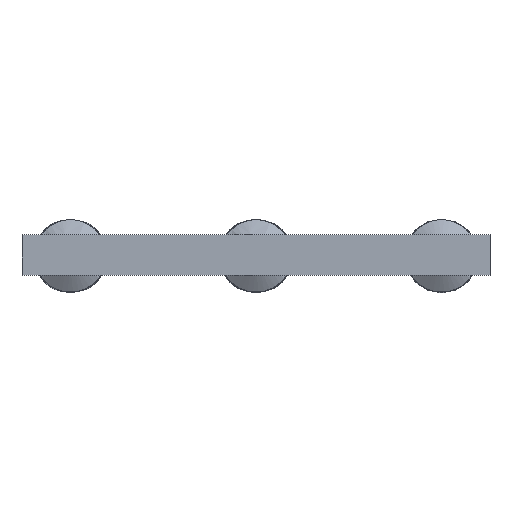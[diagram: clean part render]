
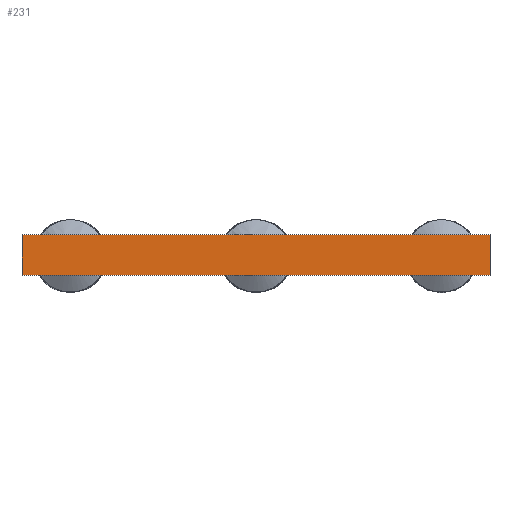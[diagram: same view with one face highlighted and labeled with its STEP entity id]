
A CAD part, top view. The second image highlights one B-rep face of the part: STEP entity #231.
In plain terms, the highlighted planar face has unit normal (0, 0, 1).
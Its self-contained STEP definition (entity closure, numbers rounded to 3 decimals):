
#231=ADVANCED_FACE('',(#330),#1460,.T.);
#330=FACE_OUTER_BOUND('',#429,.T.);
#429=EDGE_LOOP('',(#774,#775,#776,#777));
#774=ORIENTED_EDGE('',*,*,#1008,.T.);
#775=ORIENTED_EDGE('',*,*,#1009,.T.);
#776=ORIENTED_EDGE('',*,*,#1010,.F.);
#777=ORIENTED_EDGE('',*,*,#1005,.F.);
#1005=EDGE_CURVE('',#1437,#1438,#1591,.T.);
#1008=EDGE_CURVE('',#1437,#1440,#1594,.T.);
#1009=EDGE_CURVE('',#1440,#1441,#1595,.T.);
#1010=EDGE_CURVE('',#1438,#1441,#1596,.T.);
#1437=VERTEX_POINT('',#7116);
#1438=VERTEX_POINT('',#7117);
#1440=VERTEX_POINT('',#7119);
#1441=VERTEX_POINT('',#7120);
#1460=PLANE('',#1724);
#1591=B_SPLINE_CURVE_WITH_KNOTS('',1,(#7125,#7126),.UNSPECIFIED.,.F.,.F.,
(2,2),(0.,60.),.UNSPECIFIED.);
#1594=B_SPLINE_CURVE_WITH_KNOTS('',1,(#7131,#7132),.UNSPECIFIED.,.F.,.F.,
(2,2),(-1425.,-725.),.UNSPECIFIED.);
#1595=B_SPLINE_CURVE_WITH_KNOTS('',1,(#7133,#7134),.UNSPECIFIED.,.F.,.F.,
(2,2),(0.,60.),.UNSPECIFIED.);
#1596=B_SPLINE_CURVE_WITH_KNOTS('',1,(#7135,#7136),.UNSPECIFIED.,.F.,.F.,
(2,2),(-1425.,-725.),.UNSPECIFIED.);
#1724=AXIS2_PLACEMENT_3D('',#7110,#1768,$);
#1768=DIRECTION('',(0.,0.,1.));
#7110=CARTESIAN_POINT('',(-1547.812,-30.,1854.511));
#7116=CARTESIAN_POINT('',(-1547.812,-30.,1854.511));
#7117=CARTESIAN_POINT('',(-1547.812,30.,1854.511));
#7119=CARTESIAN_POINT('',(-847.812,-30.,1854.511));
#7120=CARTESIAN_POINT('',(-847.812,30.,1854.511));
#7125=CARTESIAN_POINT('',(-1547.812,-30.,1854.511));
#7126=CARTESIAN_POINT('',(-1547.812,30.,1854.511));
#7131=CARTESIAN_POINT('',(-1547.812,-30.,1854.511));
#7132=CARTESIAN_POINT('',(-847.812,-30.,1854.511));
#7133=CARTESIAN_POINT('',(-847.812,-30.,1854.511));
#7134=CARTESIAN_POINT('',(-847.812,30.,1854.511));
#7135=CARTESIAN_POINT('',(-1547.812,30.,1854.511));
#7136=CARTESIAN_POINT('',(-847.812,30.,1854.511));
